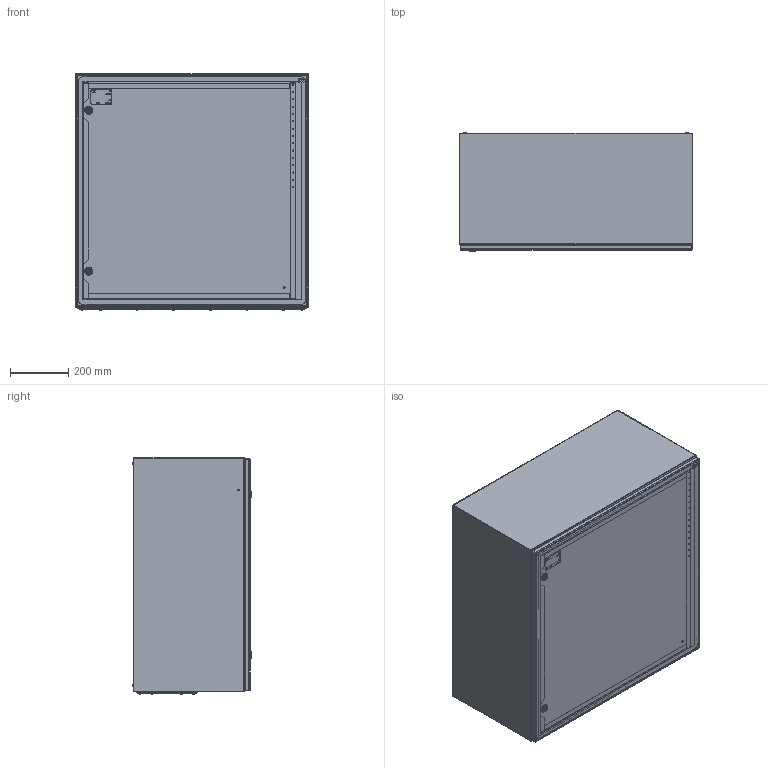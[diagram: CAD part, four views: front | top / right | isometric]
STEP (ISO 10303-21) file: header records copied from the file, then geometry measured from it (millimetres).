
FILE_DESCRIPTION((''),'2;1');
FILE_NAME('GT_80_80_40_ASM','2021-11-04T',('marketing.praksa'),('Audax d.o.o.'),'CREO PARAMETRIC BY PTC INC, 2017480','CREO PARAMETRIC BY PTC INC, 2017480','');
FILE_SCHEMA(('AUTOMOTIVE_DESIGN { 1 0 10303 214 1 1 1 1 }'));
Products named in the file (56): KOR_GT_80-80-40_1_1; PRZEPUST_1_1_1; ZAWIAS_1_1_1; TULEJA_1_1_1; PLYTA_1_1_1; NAKRETKA_M8_1_1_1; ZASLEPKA_10_7_1_1_1; PRT0054_1_1_1; PRT0054_1_2_1; PRT0054_1_3_1; PRT0054_1_4_1; PRT0054_1_5_1; PRT0054_1_6_1; PRT0054_1_7_1; PRT0054_1_8_1; PRT0054_1_9_1; PRT0054_1_10_1; PRT0054_1_11_1; PRT0054_1_12_1; PRT0054_1_13_1; PRT0054_1_14_1; PRT0054_1_15_1; PRT0054_1_16_1; DRZWI_1_2_1_1_1; DRZWI_1_2_2_1_1_1; ZAWIAS_3_ST47_002_ELEMENT-514_1; ZAWIAS_3_ST47_002_ELEMENT-514_2; DRZWI_1_2_3_1_1_1; DRZWI_1_2_4_1_1_1; DRZWI_1_2_5_1_1_1; DRZWI_1_2_6_1_1_1; ZAWIAS_3_ST47_002_ELEMENT-514_3; DRZWI_1_2_7_1_1_1; 1_EB_1000-U6_H__KORPUS-51410_1_; 1_EB_1000-U6_H__WK_ADKA-51411_1; 1_EB_1000-U6_H__SRUBA-51412_1_1; DRZWI_1_2_8_1_1_1; 1_EB_1000-U6_H__NAKR_TKA-51414_; DRZWI_1_2_9_1_1_1; 1_EB_1000-U6_H__KORPUS-51416_1_ ...
Assembly tree (66 placements, depth 2):
  GT_80_80_40_ASM
    KOR_GT_80-80-40_1_1
    PRZEPUST_1_1_1
    ZAWIAS_1_1_1  x3
    TULEJA_1_1_1  x4
    PLYTA_1_1_1
    NAKRETKA_M8_1_1_1  x4
    ZASLEPKA_10_7_1_1_1  x4
    PRT0054_1_1_1
    PRT0054_1_2_1
    PRT0054_1_3_1
    PRT0054_1_4_1
    PRT0054_1_5_1
    PRT0054_1_6_1
    PRT0054_1_7_1
    PRT0054_1_8_1
    PRT0054_1_9_1
    PRT0054_1_10_1
    PRT0054_1_11_1
    PRT0054_1_12_1
    PRT0054_1_13_1
    PRT0054_1_14_1
    PRT0054_1_15_1
    PRT0054_1_16_1
    DRZWI_1_2_1_1_1
    DRZWI_1_2_2_1_1_1
    ZAWIAS_3_ST47_002_ELEMENT-514_1
    ZAWIAS_3_ST47_002_ELEMENT-514_2
    DRZWI_1_2_3_1_1_1
    DRZWI_1_2_4_1_1_1
    DRZWI_1_2_5_1_1_1
    DRZWI_1_2_6_1_1_1
    ZAWIAS_3_ST47_002_ELEMENT-514_3
    DRZWI_1_2_7_1_1_1
    1_EB_1000-U6_H__KORPUS-51410_1_
    1_EB_1000-U6_H__WK_ADKA-51411_1
    1_EB_1000-U6_H__SRUBA-51412_1_1
    DRZWI_1_2_8_1_1_1
    1_EB_1000-U6_H__NAKR_TKA-51414_
    DRZWI_1_2_9_1_1_1
    1_EB_1000-U6_H__KORPUS-51416_1_
    1_EB_1000-U6_H__WK_ADKA-51417_1
    1_EB_1000-U6_H__SRUBA-51418_1_1
    DRZWI_1_2_10_1_1_1
    1_EB_1000-U6_H__NAKR_TKA-51420_
    DRZWI_1_2_11_1_1_1
    DRZWI_1_2_12_1_1
    DRZWI_1_2_13_1_1_1
    ANSI_B27_7M_3CMI-4-51424_1_1
    ANSI_B27_7M_3CMI-4-51425_1_1
    DRZWI_1_2_15_1_1
    DRZWI_1_2_16_1_1
    ANSI_B27_7M_3CMI-4-51429_1_1
    ETI_LOGO_1_1_1_1_1_1_1
    ETI_LOGO_2_1_1_1_1_1_1
    ETI_LOGO_3_1_1_1_1_1_1
Bounding box: 800 x 405.14 x 808.44 mm (x, y, z)
Volume: 5276256.8 mm3; surface area: 7004978.8 mm2
Topology: 66 solids, 66 shells, 3531 faces, 9808 edges, 6539 vertices
Faces by surface type: plane 1516, cylinder 1363, torus 204, cone 150, extrusion 136, bspline 98, sphere 64
Entity records: 133457 total; most frequent: CARTESIAN_POINT 24998, DIRECTION 16468, ORIENTED_EDGE 15898, PRESENTATION_STYLE_ASSIGNMENT 8573, STYLED_ITEM 8573, CURVE_STYLE 7949, EDGE_CURVE 7949, AXIS2_PLACEMENT_3D 6228
